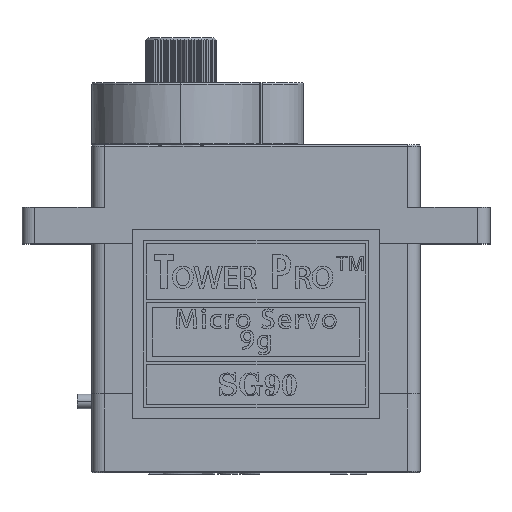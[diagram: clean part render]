
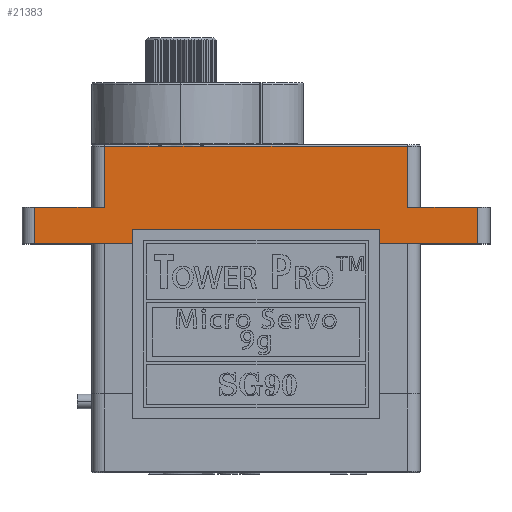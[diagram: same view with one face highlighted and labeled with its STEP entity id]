
A CAD part, top view. The second image highlights one B-rep face of the part: STEP entity #21383.
In plain terms, the highlighted planar face has unit normal (0, 0, 1).
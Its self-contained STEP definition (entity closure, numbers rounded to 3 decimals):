
#3 = DIRECTION ( 'NONE',  ( 1., 0., 0. ) ) ;
#522 = CARTESIAN_POINT ( 'NONE',  ( -0.039, 28.668, 33.883 ) ) ;
#574 = CARTESIAN_POINT ( 'NONE',  ( 0.482, 28.668, 33.883 ) ) ;
#842 = CARTESIAN_POINT ( 'NONE',  ( -3.727, 24.468, 33.883 ) ) ;
#1007 = DIRECTION ( 'NONE',  ( 0., -1., 0. ) ) ;
#1285 = B_SPLINE_CURVE_WITH_KNOTS ( 'NONE', 3,
 ( #4985, #27019, #574, #14686, #10223, #7698, #19892, #24325 ),
 .UNSPECIFIED., .F., .F.,
 ( 4, 2, 2, 4 ),
 ( 0., 0.5, 0.75, 1. ),
 .UNSPECIFIED. ) ;
#1860 = CARTESIAN_POINT ( 'NONE',  ( 1.653, 28.668, 33.883 ) ) ;
#2013 = VERTEX_POINT ( 'NONE', #23253 ) ;
#2611 = VERTEX_POINT ( 'NONE', #5132 ) ;
#2662 = EDGE_CURVE ( 'NONE', #3687, #2013, #27889, .T. ) ;
#3687 = VERTEX_POINT ( 'NONE', #522 ) ;
#4087 = LINE ( 'NONE', #18993, #30579 ) ;
#4382 = CARTESIAN_POINT ( 'NONE',  ( 1.523, 28.668, 33.883 ) ) ;
#4544 = CARTESIAN_POINT ( 'NONE',  ( -8.527, 21.968, 33.883 ) ) ;
#4985 = CARTESIAN_POINT ( 'NONE',  ( -0.039, 28.668, 33.883 ) ) ;
#5105 = CARTESIAN_POINT ( 'NONE',  ( 17.073, 24.468, 33.883 ) ) ;
#5132 = CARTESIAN_POINT ( 'NONE',  ( -8.527, 24.468, 33.883 ) ) ;
#5202 = ORIENTED_EDGE ( 'NONE', *, *, #7205, .F. ) ;
#5237 = EDGE_CURVE ( 'NONE', #3687, #31111, #1285, .T. ) ;
#5440 = DIRECTION ( 'NONE',  ( 0., 0., -1. ) ) ;
#6538 = ORIENTED_EDGE ( 'NONE', *, *, #25042, .T. ) ;
#6621 = CARTESIAN_POINT ( 'NONE',  ( -8.527, 24.468, 33.883 ) ) ;
#6772 = CARTESIAN_POINT ( 'NONE',  ( 2.565, 28.668, 33.883 ) ) ;
#7205 = EDGE_CURVE ( 'NONE', #21384, #8804, #10536, .T. ) ;
#7444 = VECTOR ( 'NONE', #26021, 1000. ) ;
#7474 = LINE ( 'NONE', #31253, #7444 ) ;
#7482 = EDGE_CURVE ( 'NONE', #24260, #15870, #13211, .T. ) ;
#7698 = CARTESIAN_POINT ( 'NONE',  ( 1.263, 28.668, 33.883 ) ) ;
#7831 = PLANE ( 'NONE',  #9487 ) ;
#8606 = ORIENTED_EDGE ( 'NONE', *, *, #16239, .F. ) ;
#8804 = VERTEX_POINT ( 'NONE', #5105 ) ;
#8984 = CARTESIAN_POINT ( 'NONE',  ( 2.825, 28.668, 33.883 ) ) ;
#9487 = AXIS2_PLACEMENT_3D ( 'NONE', #27765, #5440, #1007 ) ;
#10223 = CARTESIAN_POINT ( 'NONE',  ( 1.003, 28.668, 33.883 ) ) ;
#10367 = ORIENTED_EDGE ( 'NONE', *, *, #11665, .F. ) ;
#10536 = LINE ( 'NONE', #29867, #24261 ) ;
#11665 = EDGE_CURVE ( 'NONE', #31111, #26739, #16292, .T. ) ;
#11797 = VERTEX_POINT ( 'NONE', #4544 ) ;
#12002 = ORIENTED_EDGE ( 'NONE', *, *, #21012, .T. ) ;
#13068 = VECTOR ( 'NONE', #18641, 1000. ) ;
#13211 = LINE ( 'NONE', #24922, #20714 ) ;
#13513 = DIRECTION ( 'NONE',  ( 0., -1., 0. ) ) ;
#13942 = DIRECTION ( 'NONE',  ( -1., 0., 0. ) ) ;
#14025 = EDGE_LOOP ( 'NONE', ( #22726, #31179, #6538, #22717, #12002, #24205, #27103, #8606, #5202, #23170, #10367 ) ) ;
#14256 = DIRECTION ( 'NONE',  ( 1., 0., 0. ) ) ;
#14686 = CARTESIAN_POINT ( 'NONE',  ( 0.872, 28.668, 33.883 ) ) ;
#15440 = FACE_OUTER_BOUND ( 'NONE', #14025, .T. ) ;
#15870 = VERTEX_POINT ( 'NONE', #18544 ) ;
#15975 = CARTESIAN_POINT ( 'NONE',  ( 1.784, 28.668, 33.883 ) ) ;
#16080 = CARTESIAN_POINT ( 'NONE',  ( -3.727, 76.862, 33.883 ) ) ;
#16239 = EDGE_CURVE ( 'NONE', #8804, #24260, #23895, .T. ) ;
#16292 = B_SPLINE_CURVE_WITH_KNOTS ( 'NONE', 3,
 ( #4382, #1860, #15975, #16607, #28164, #6772, #8984, #21364 ),
 .UNSPECIFIED., .F., .F.,
 ( 4, 2, 2, 4 ),
 ( 0., 0.25, 0.5, 1. ),
 .UNSPECIFIED. ) ;
#16607 = CARTESIAN_POINT ( 'NONE',  ( 2.044, 28.668, 33.883 ) ) ;
#17190 = CARTESIAN_POINT ( 'NONE',  ( -8.527, 28.668, 33.883 ) ) ;
#17283 = EDGE_CURVE ( 'NONE', #21384, #26739, #4087, .T. ) ;
#17829 = DIRECTION ( 'NONE',  ( 0., -1., 0. ) ) ;
#18122 = VECTOR ( 'NONE', #22488, 1000. ) ;
#18544 = CARTESIAN_POINT ( 'NONE',  ( 21.873, 21.968, 33.883 ) ) ;
#18641 = DIRECTION ( 'NONE',  ( 0., -1., 0. ) ) ;
#18993 = CARTESIAN_POINT ( 'NONE',  ( -8.527, 28.668, 33.883 ) ) ;
#19202 = VERTEX_POINT ( 'NONE', #842 ) ;
#19344 = CARTESIAN_POINT ( 'NONE',  ( 1.523, 28.668, 33.883 ) ) ;
#19892 = CARTESIAN_POINT ( 'NONE',  ( 1.393, 28.668, 33.883 ) ) ;
#20517 = LINE ( 'NONE', #16080, #18122 ) ;
#20714 = VECTOR ( 'NONE', #13513, 1000. ) ;
#21012 = EDGE_CURVE ( 'NONE', #2611, #11797, #21027, .T. ) ;
#21027 = LINE ( 'NONE', #30686, #13068 ) ;
#21364 = CARTESIAN_POINT ( 'NONE',  ( 3.085, 28.668, 33.883 ) ) ;
#21383 = ADVANCED_FACE ( 'NONE', ( #15440 ), #7831, .F. ) ;
#21384 = VERTEX_POINT ( 'NONE', #27466 ) ;
#21611 = VECTOR ( 'NONE', #3, 1000. ) ;
#21981 = EDGE_CURVE ( 'NONE', #2611, #19202, #26605, .T. ) ;
#22488 = DIRECTION ( 'NONE',  ( 0., -1., 0. ) ) ;
#22717 = ORIENTED_EDGE ( 'NONE', *, *, #21981, .F. ) ;
#22726 = ORIENTED_EDGE ( 'NONE', *, *, #5237, .F. ) ;
#23170 = ORIENTED_EDGE ( 'NONE', *, *, #17283, .T. ) ;
#23253 = CARTESIAN_POINT ( 'NONE',  ( -3.727, 28.668, 33.883 ) ) ;
#23767 = CARTESIAN_POINT ( 'NONE',  ( -8.527, 24.468, 33.883 ) ) ;
#23895 = LINE ( 'NONE', #6621, #25558 ) ;
#24205 = ORIENTED_EDGE ( 'NONE', *, *, #28851, .T. ) ;
#24260 = VERTEX_POINT ( 'NONE', #28492 ) ;
#24261 = VECTOR ( 'NONE', #17829, 1000. ) ;
#24325 = CARTESIAN_POINT ( 'NONE',  ( 1.523, 28.668, 33.883 ) ) ;
#24922 = CARTESIAN_POINT ( 'NONE',  ( 21.873, 24.468, 33.883 ) ) ;
#25042 = EDGE_CURVE ( 'NONE', #2013, #19202, #20517, .T. ) ;
#25558 = VECTOR ( 'NONE', #14256, 1000. ) ;
#26021 = DIRECTION ( 'NONE',  ( 1., 0., 0. ) ) ;
#26605 = LINE ( 'NONE', #23767, #21611 ) ;
#26739 = VERTEX_POINT ( 'NONE', #30698 ) ;
#27002 = DIRECTION ( 'NONE',  ( -1., 0., 0. ) ) ;
#27019 = CARTESIAN_POINT ( 'NONE',  ( 0.222, 28.668, 33.883 ) ) ;
#27103 = ORIENTED_EDGE ( 'NONE', *, *, #7482, .F. ) ;
#27466 = CARTESIAN_POINT ( 'NONE',  ( 17.073, 28.668, 33.883 ) ) ;
#27765 = CARTESIAN_POINT ( 'NONE',  ( -8.527, 24.468, 33.883 ) ) ;
#27889 = LINE ( 'NONE', #17190, #30898 ) ;
#28164 = CARTESIAN_POINT ( 'NONE',  ( 2.174, 28.668, 33.883 ) ) ;
#28492 = CARTESIAN_POINT ( 'NONE',  ( 21.873, 24.468, 33.883 ) ) ;
#28851 = EDGE_CURVE ( 'NONE', #11797, #15870, #7474, .T. ) ;
#29867 = CARTESIAN_POINT ( 'NONE',  ( 17.073, 76.862, 33.883 ) ) ;
#30579 = VECTOR ( 'NONE', #13942, 1000. ) ;
#30686 = CARTESIAN_POINT ( 'NONE',  ( -8.527, 24.468, 33.883 ) ) ;
#30698 = CARTESIAN_POINT ( 'NONE',  ( 3.085, 28.668, 33.883 ) ) ;
#30898 = VECTOR ( 'NONE', #27002, 1000. ) ;
#31111 = VERTEX_POINT ( 'NONE', #19344 ) ;
#31179 = ORIENTED_EDGE ( 'NONE', *, *, #2662, .T. ) ;
#31253 = CARTESIAN_POINT ( 'NONE',  ( -8.527, 21.968, 33.883 ) ) ;
